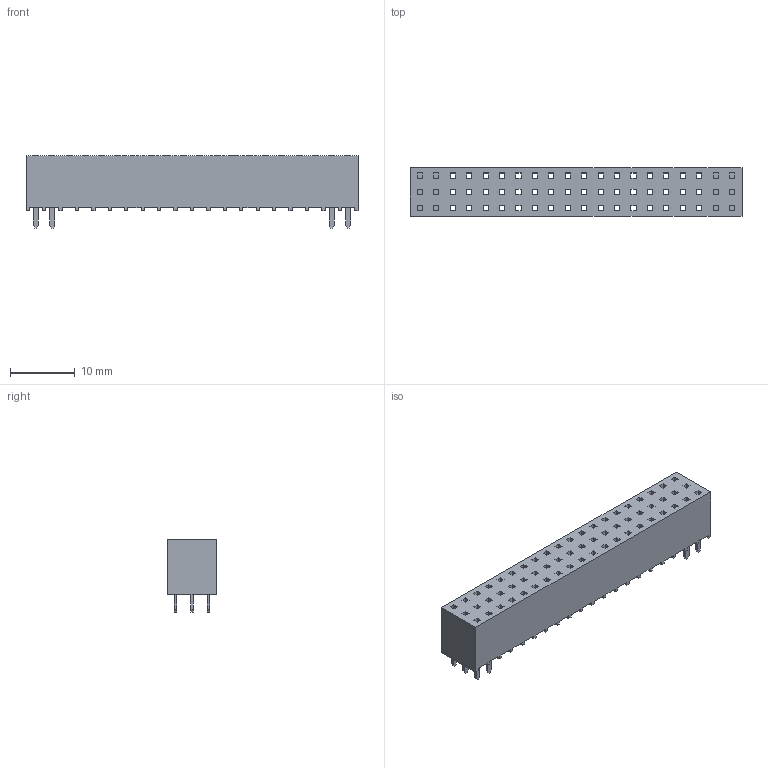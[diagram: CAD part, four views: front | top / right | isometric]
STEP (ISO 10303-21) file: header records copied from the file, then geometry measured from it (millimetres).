
FILE_DESCRIPTION(/* description */ (''),/* implementation_level */ '2;1');
FILE_NAME(/* name */ 'SAMTEC_SSW-120-01-T-T.stp',/* time_stamp */ '2016-03-07T11:24:28+01:00',/* author */ ('riccim'),/* organization */ (''),/* preprocessor_version */ 'ST-DEVELOPER v15.5',/* originating_system */ 'AutoCAD Mechanical',/* authorisation */ ' ');
FILE_SCHEMA (('AUTOMOTIVE_DESIGN { 1 0 10303 214 3 1 1 }'));
Length unit declared in the file: millimetre
Products named in the file (1): Product
Bounding box: 51.31 x 7.49 x 11.15 mm (x, y, z)
Volume: 2838.7 mm3; surface area: 3525.7 mm2
Topology: 3 solids, 3 shells, 422 faces, 1212 edges, 808 vertices
Faces by surface type: plane 422
Entity records: 13793 total; most frequent: CARTESIAN_POINT 2443, ORIENTED_EDGE 2424, DIRECTION 2058, LINE 1212, VECTOR 1212, EDGE_CURVE 1212, VERTEX_POINT 808, EDGE_LOOP 554
